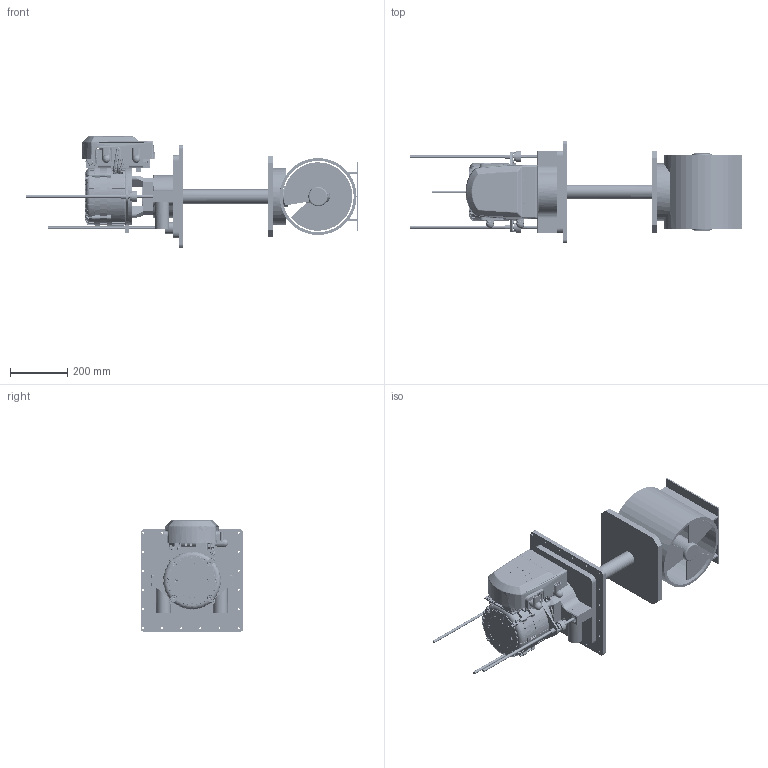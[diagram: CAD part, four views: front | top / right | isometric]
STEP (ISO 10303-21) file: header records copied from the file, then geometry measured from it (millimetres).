
FILE_DESCRIPTION(('CATIA V5 STEP Exchange','CAx-IF Rec.Pracs.--- Model Styling and Organization---1.4--- 2014-01-23'),'2;1');
FILE_NAME('VIP-250-ECO(OPEN).stp','2024-03-05T14:52:08+00:00',('none'),('none'),'CATIA Version 5-6 Release 2016','CATIA V5 STEP AP214','none');
FILE_SCHEMA(('AUTOMOTIVE_DESIGN { 1 0 10303 214 1 1 1 1 }'));
Products named in the file (1): VIP-250-ECO(OPEN)
Bounding box: 1164 x 360 x 391.75 mm (x, y, z)
Volume: 16077227.2 mm3; surface area: 2273316.5 mm2
Topology: 6 solids, 442 shells, 6655 faces, 20030 edges, 13796 vertices
Faces by surface type: plane 2944, cylinder 1951, cone 696, torus 522, bspline 469, sphere 64, revolution 9
Entity records: 271939 total; most frequent: CARTESIAN_POINT 107072, ORIENTED_EDGE 35963, DIRECTION 26621, EDGE_CURVE 19880, VERTEX_POINT 13795, AXIS2_PLACEMENT_3D 10913, VECTOR 9828, LINE 9828
